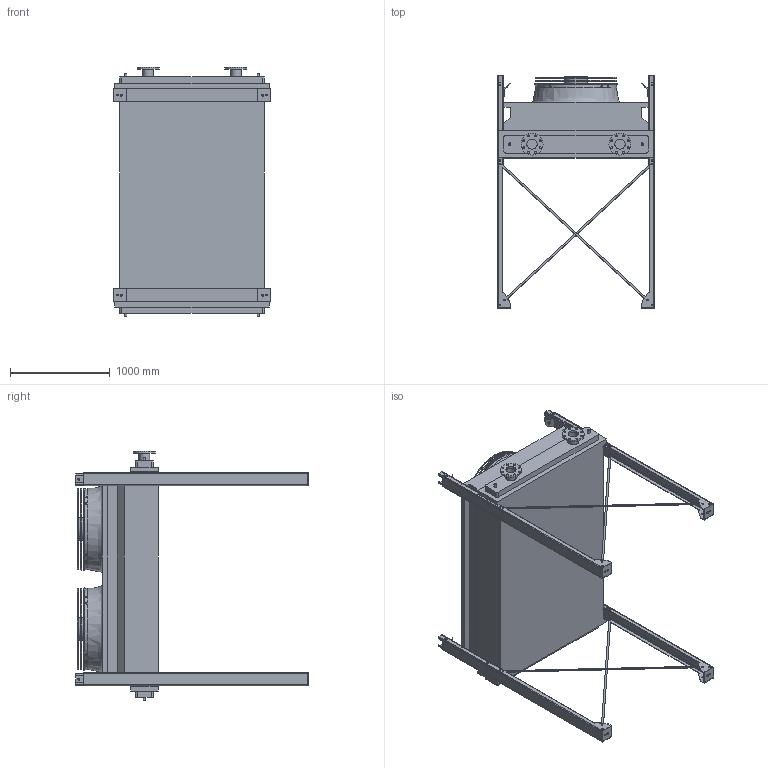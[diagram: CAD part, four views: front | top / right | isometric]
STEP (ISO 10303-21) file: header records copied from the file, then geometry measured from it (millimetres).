
FILE_DESCRIPTION (( 'STEP AP203' ), '1' );
FILE_NAME ('BOAC_02C_HV_SS.STEP', '2017-03-24T11:18:28', ( 'Alfa Laval' ), ( 'Alfa Laval' ), 'SwSTEP 2.0', 'SolidWorks 2016', '' );
FILE_SCHEMA (( 'CONFIG_CONTROL_DESIGN' ));
Length unit declared in the file: millimetre
Products named in the file (5): BOA_LIGHT_BOCF_36T_C_2M_SS; BOFE_HV_LIGHT_BOC2C; BO_KIT FEET_LIGHT_BOC2C; BOFA_LIGHT_�800; BOAC_02C_HV_SS
Assembly tree (5 placements, depth 2):
  BOAC_02C_HV_SS
    BOA_LIGHT_BOCF_36T_C_2M_SS
    BOFE_HV_LIGHT_BOC2C
    BO_KIT FEET_LIGHT_BOC2C
    BOFA_LIGHT_�800  x2
Bounding box: 1580 x 2323 x 2498 mm (x, y, z)
Volume: 1954856154.6 mm3; surface area: 21684820.4 mm2
Topology: 45 solids, 47 shells, 888 faces, 2341 edges, 1567 vertices
Faces by surface type: plane 422, cylinder 342, torus 110, cone 12, bspline 2
Full cylindrical faces by diameter (mm): 14 x44, 15 x24, 18 x24, 20 x12, 25 x4, 28 x12, 103 x2, 108 x2, 220 x2, 228 x2, 236 x2, 262.56 x2, 276 x2, 308 x2, 328 x2, 405 x2, 425 x2, 502 x2, 522 x2, 599 x2, 619 x2, 696 x2, 716 x2, 793 x2, 812 x2
Entity records: 24275 total; most frequent: CARTESIAN_POINT 5858, DIRECTION 3779, ORIENTED_EDGE 3382, EDGE_CURVE 1691, AXIS2_PLACEMENT_3D 1429, VERTEX_POINT 1211, EDGE_LOOP 1154, VECTOR 921
